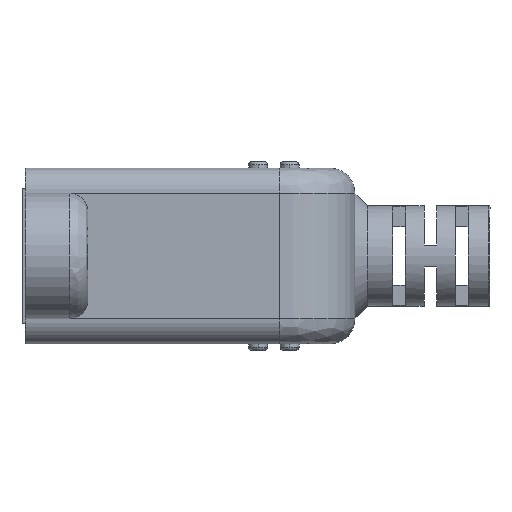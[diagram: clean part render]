
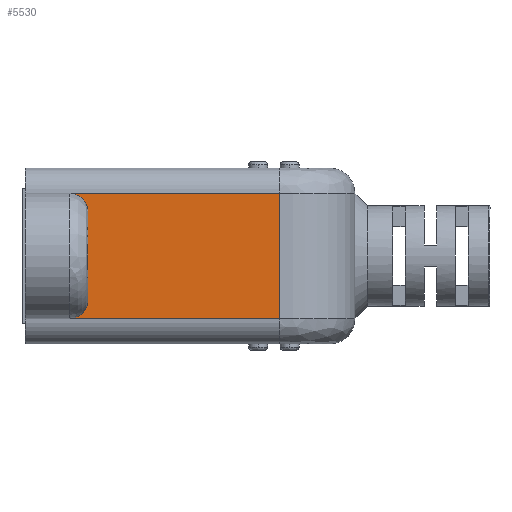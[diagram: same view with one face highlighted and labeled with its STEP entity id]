
A CAD part, left-side view. The second image highlights one B-rep face of the part: STEP entity #5530.
In plain terms, the highlighted planar face has unit normal (-1, 0, 0).
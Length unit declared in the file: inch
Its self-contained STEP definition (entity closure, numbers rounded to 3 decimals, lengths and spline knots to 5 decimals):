
#1035 = EDGE_LOOP ( 'NONE', ( #1962, #1963, #1980, #1961, #1968, #1966 ) ) ;
#1056 = VECTOR ( 'NONE', #7498, 39.37008 ) ;
#1299 = PLANE ( 'NONE',  #6712 ) ;
#1300 = CARTESIAN_POINT ( 'NONE',  ( -0.47244, 0.23622, 0. ) ) ;
#1301 = DIRECTION ( 'NONE',  ( 1., 0., 0. ) ) ;
#1302 = DIRECTION ( 'NONE',  ( 0., 0., -1. ) ) ;
#1545 = AXIS2_PLACEMENT_3D ( 'NONE', #7462, #7463, #7464 ) ;
#1961 = ORIENTED_EDGE ( 'NONE', *, *, #3620, .F. ) ;
#1962 = ORIENTED_EDGE ( 'NONE', *, *, #3676, .F. ) ;
#1963 = ORIENTED_EDGE ( 'NONE', *, *, #3628, .F. ) ;
#1966 = ORIENTED_EDGE ( 'NONE', *, *, #3677, .F. ) ;
#1968 = ORIENTED_EDGE ( 'NONE', *, *, #3617, .F. ) ;
#1980 = ORIENTED_EDGE ( 'NONE', *, *, #3623, .F. ) ;
#2051 = CARTESIAN_POINT ( 'NONE',  ( -0.47244, 0.89567, 0.19685 ) ) ;
#3136 = VERTEX_POINT ( 'NONE', #6370 ) ;
#3148 = VERTEX_POINT ( 'NONE', #6382 ) ;
#3149 = VERTEX_POINT ( 'NONE', #6383 ) ;
#3150 = VERTEX_POINT ( 'NONE', #6384 ) ;
#3214 = VERTEX_POINT ( 'NONE', #2051 ) ;
#3617 = EDGE_CURVE ( 'NONE', #3148, #3149, #7028, .T. ) ;
#3620 = EDGE_CURVE ( 'NONE', #3149, #3150, #7472, .T. ) ;
#3623 = EDGE_CURVE ( 'NONE', #3150, #3214, #7036, .T. ) ;
#3628 = EDGE_CURVE ( 'NONE', #3214, #3136, #7496, .T. ) ;
#3676 = EDGE_CURVE ( 'NONE', #3136, #7764, #4039, .T. ) ;
#3677 = EDGE_CURVE ( 'NONE', #7764, #3148, #4042, .T. ) ;
#4039 = LINE ( 'NONE', #4040, #7841 ) ;
#4040 = CARTESIAN_POINT ( 'NONE',  ( -0.47244, 0.23622, 0. ) ) ;
#4041 = DIRECTION ( 'NONE',  ( 0., 0., -1. ) ) ;
#4042 = LINE ( 'NONE', #4043, #7840 ) ;
#4043 = CARTESIAN_POINT ( 'NONE',  ( -0.47244, 0.51673, -0.19685 ) ) ;
#4044 = DIRECTION ( 'NONE',  ( 0., 1., 0. ) ) ;
#5056 = CARTESIAN_POINT ( 'NONE',  ( -0.47244, 0.23622, -0.19685 ) ) ;
#5530 = ADVANCED_FACE ( 'NONE', ( #6711 ), #1299, .F. ) ;
#6370 = CARTESIAN_POINT ( 'NONE',  ( -0.47244, 0.23622, 0.19685 ) ) ;
#6382 = CARTESIAN_POINT ( 'NONE',  ( -0.47244, 0.89567, -0.19685 ) ) ;
#6383 = CARTESIAN_POINT ( 'NONE',  ( -0.47244, 0.83661, -0.1378 ) ) ;
#6384 = CARTESIAN_POINT ( 'NONE',  ( -0.47244, 0.83661, 0.1378 ) ) ;
#6711 = FACE_OUTER_BOUND ( 'NONE', #1035, .T. ) ;
#6712 = AXIS2_PLACEMENT_3D ( 'NONE', #1300, #1301, #1302 ) ;
#7028 = CIRCLE ( 'NONE', #1545, 0.05906 ) ;
#7036 = CIRCLE ( 'NONE', #7254, 0.05906 ) ;
#7254 = AXIS2_PLACEMENT_3D ( 'NONE', #7477, #7481, #7482 ) ;
#7261 = VECTOR ( 'NONE', #7474, 39.37008 ) ;
#7462 = CARTESIAN_POINT ( 'NONE',  ( -0.47244, 0.89567, -0.1378 ) ) ;
#7463 = DIRECTION ( 'NONE',  ( -1., 0., 0. ) ) ;
#7464 = DIRECTION ( 'NONE',  ( 0., 0., 1. ) ) ;
#7472 = LINE ( 'NONE', #7473, #7261 ) ;
#7473 = CARTESIAN_POINT ( 'NONE',  ( -0.47244, 0.83661, 0. ) ) ;
#7474 = DIRECTION ( 'NONE',  ( 0., 0., 1. ) ) ;
#7477 = CARTESIAN_POINT ( 'NONE',  ( -0.47244, 0.89567, 0.1378 ) ) ;
#7481 = DIRECTION ( 'NONE',  ( -1., 0., 0. ) ) ;
#7482 = DIRECTION ( 'NONE',  ( 0., 0., -1. ) ) ;
#7496 = LINE ( 'NONE', #7497, #1056 ) ;
#7497 = CARTESIAN_POINT ( 'NONE',  ( -0.47244, 0.23622, 0.19685 ) ) ;
#7498 = DIRECTION ( 'NONE',  ( 0., -1., 0. ) ) ;
#7764 = VERTEX_POINT ( 'NONE', #5056 ) ;
#7840 = VECTOR ( 'NONE', #4044, 39.37008 ) ;
#7841 = VECTOR ( 'NONE', #4041, 39.37008 ) ;
